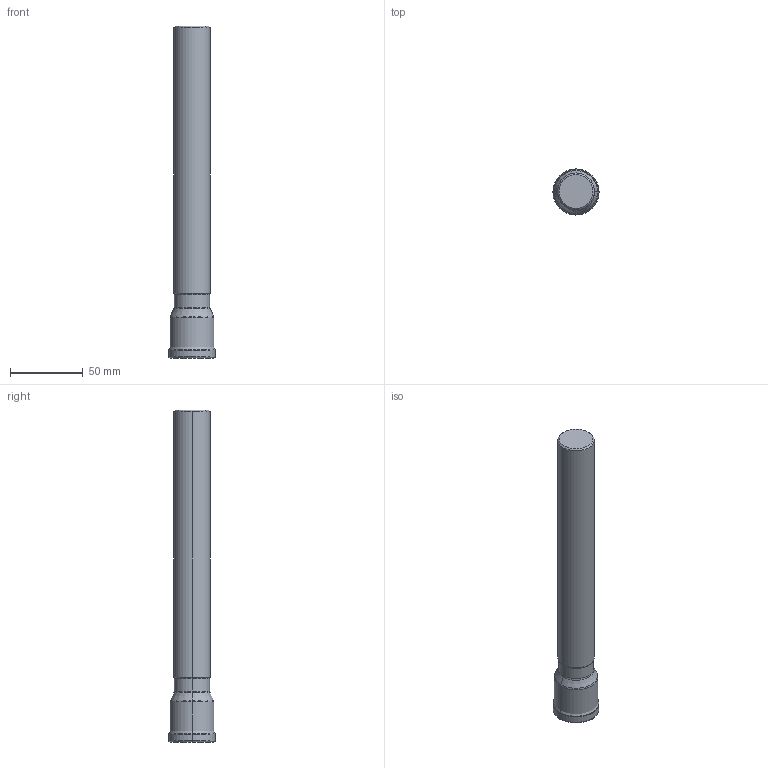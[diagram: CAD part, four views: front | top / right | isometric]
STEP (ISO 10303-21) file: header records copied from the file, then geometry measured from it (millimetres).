
FILE_DESCRIPTION(/* description */ (''),/* implementation_level */ '2;1');
FILE_NAME(/* name */ 'WWX200UR2003SA16L_IR0_031.stp',/* time_stamp */ '2023-03-24T14:28:11+09:00',/* author */ (''),/* organization */ (''),/* preprocessor_version */ 'ST-DEVELOPER v16',/* originating_system */ 'SIEMENS PLM Software NX 10.0',/* authorisation */ '');
FILE_SCHEMA (('AUTOMOTIVE_DESIGN { 1 0 10303 214 3 1 1 1 }'));
Length unit declared in the file: millimetre
Products named in the file (1): WWX200UR2003SA16L_IR0_031_ASM
Bounding box: 31.75 x 31.75 x 228.6 mm (x, y, z)
Volume: 125331.3 mm3; surface area: 22023.9 mm2
Topology: 2 solids, 2 shells, 58 faces, 139 edges, 101 vertices
Faces by surface type: torus 30, cone 16, cylinder 8, plane 4
Entity records: 1832 total; most frequent: DIRECTION 380, CARTESIAN_POINT 276, ORIENTED_EDGE 248, AXIS2_PLACEMENT_3D 175, EDGE_CURVE 124, CIRCLE 109, VERTEX_POINT 70, EDGE_LOOP 60
